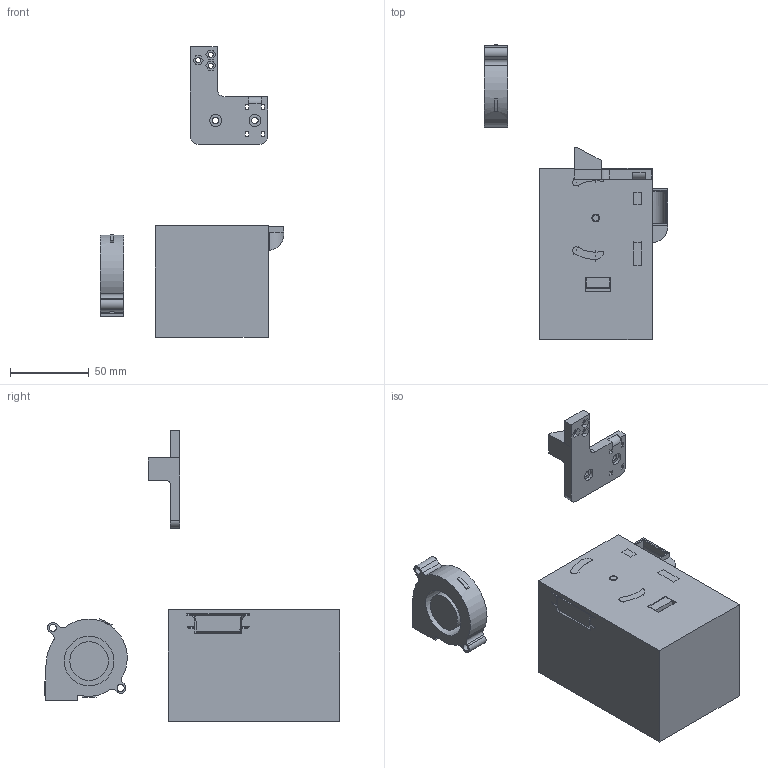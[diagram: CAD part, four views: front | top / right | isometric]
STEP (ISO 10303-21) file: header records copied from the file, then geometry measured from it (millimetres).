
FILE_DESCRIPTION(('STEP AP242'), '1');
FILE_NAME('air', '', ('UNSPECIFIED'), ('UNSPECIFIED'), 'C3D Converter', 'C3D Toolkit', '');
FILE_SCHEMA(('AP242_MANAGED_MODEL_BASED_3D_ENGINEERING_MIM_LF { 1 0 10303 442 1 1 4 }'));
Length unit declared in the file: millimetre
Products named in the file (23): TT SP-5 Carriage; Frame; Splint; Drag Chain Holder; Sunon 5015; BLTouch Holder; Fan Shroud; Belts; Belt RL (1); Belt FR (1); Belt RR (1); Belt FL (1); Biqu H2 dimensional model; biqu h2 gabarit; e3d v6 nozzle; 35mm fan; Phaetus heat block; Biqu H2 throat; Nema14 biqu h2 motor; 4010 - Blower Assembly
Assembly tree (24 placements, depth 4):
  (unnamed)
    TT SP-5 Carriage
      Frame
      Splint
      Drag Chain Holder
      Sunon 5015
      BLTouch Holder
      Fan Shroud
      Belts
        Belt RL (1)
        Belt FR (1)
        Belt RR (1)
        Belt FL (1)
      Biqu H2 dimensional model  x2
        biqu h2 gabarit
        e3d v6 nozzle
        35mm fan
        Phaetus heat block
        Biqu H2 throat
        Nema14 biqu h2 motor
      (unnamed)  x2
        (unnamed)
        4010 - Blower Assembly
Bounding box: 116.53 x 187.54 x 184.82 mm (x, y, z)
Volume: 596604.6 mm3; surface area: 77402.2 mm2
Topology: 4 solids, 4 shells, 344 faces, 956 edges, 631 vertices
Faces by surface type: plane 230, cylinder 65, bspline 35, cone 6, torus 4, sphere 4
Full cylindrical faces by diameter (mm): 0.4 x1, 1.5 x1, 2 x1, 2.5 x2, 3 x3, 3.2 x3, 4 x3, 4.5 x2, 5 x2, 6 x1, 7.5 x2, 24.5 x1, 31.6 x1
Entity records: 29934 total; most frequent: CARTESIAN_POINT 18128, ORIENTED_EDGE 1814, DIRECTION 1592, EDGE_CURVE 907, VERTEX_POINT 621, LINE 606, VECTOR 606, AXIS2_PLACEMENT_3D 493
